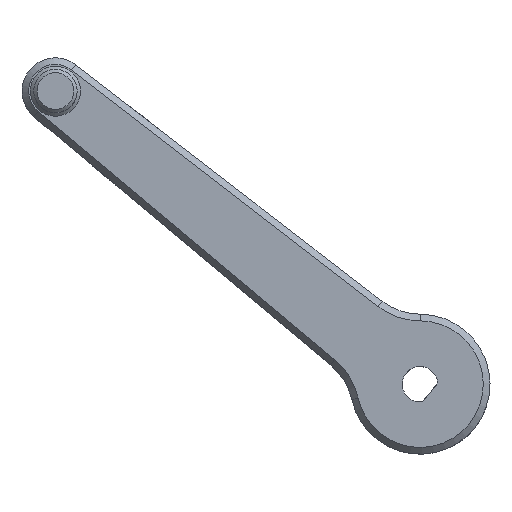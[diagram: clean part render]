
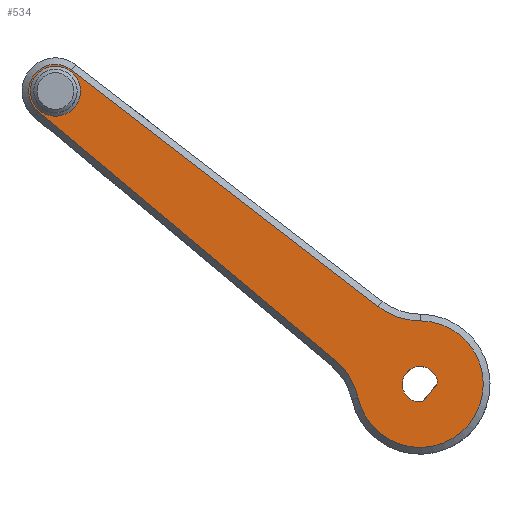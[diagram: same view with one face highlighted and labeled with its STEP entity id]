
A CAD part, top view. The second image highlights one B-rep face of the part: STEP entity #534.
In plain terms, the highlighted planar face has unit normal (0, 0, 1).
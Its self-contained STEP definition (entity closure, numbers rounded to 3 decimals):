
#29=FACE_BOUND('',#135,.T.);
#30=FACE_BOUND('',#136,.T.);
#36=PLANE('',#597);
#54=CIRCLE('',#583,9.474);
#55=CIRCLE('',#585,10.5);
#58=CIRCLE('',#590,4.);
#59=CIRCLE('',#593,10.5);
#62=CIRCLE('',#598,3.75);
#63=CIRCLE('',#599,2.65);
#97=FACE_OUTER_BOUND('',#134,.T.);
#134=EDGE_LOOP('',(#434,#435,#436,#437,#438,#439));
#135=EDGE_LOOP('',(#440));
#136=EDGE_LOOP('',(#441,#442));
#180=LINE('',#1089,#222);
#182=LINE('',#1097,#224);
#184=LINE('',#1109,#226);
#222=VECTOR('',#691,10.);
#224=VECTOR('',#701,10.);
#226=VECTOR('',#717,10.);
#269=VERTEX_POINT('',#1076);
#270=VERTEX_POINT('',#1078);
#271=VERTEX_POINT('',#1082);
#272=VERTEX_POINT('',#1087);
#273=VERTEX_POINT('',#1091);
#274=VERTEX_POINT('',#1096);
#275=VERTEX_POINT('',#1105);
#276=VERTEX_POINT('',#1107);
#277=VERTEX_POINT('',#1108);
#320=EDGE_CURVE('',#270,#269,#54,.T.);
#321=EDGE_CURVE('',#269,#271,#55,.T.);
#325=EDGE_CURVE('',#271,#272,#180,.T.);
#328=EDGE_CURVE('',#272,#273,#58,.T.);
#329=EDGE_CURVE('',#273,#274,#182,.T.);
#331=EDGE_CURVE('',#274,#270,#59,.T.);
#334=EDGE_CURVE('',#275,#275,#62,.T.);
#335=EDGE_CURVE('',#276,#277,#184,.T.);
#336=EDGE_CURVE('',#277,#276,#63,.T.);
#434=ORIENTED_EDGE('',*,*,#320,.F.);
#435=ORIENTED_EDGE('',*,*,#331,.F.);
#436=ORIENTED_EDGE('',*,*,#329,.F.);
#437=ORIENTED_EDGE('',*,*,#328,.F.);
#438=ORIENTED_EDGE('',*,*,#325,.F.);
#439=ORIENTED_EDGE('',*,*,#321,.F.);
#440=ORIENTED_EDGE('',*,*,#334,.F.);
#441=ORIENTED_EDGE('',*,*,#335,.F.);
#442=ORIENTED_EDGE('',*,*,#336,.F.);
#534=ADVANCED_FACE('',(#97,#29,#30),#36,.F.);
#583=AXIS2_PLACEMENT_3D('',#1080,#679,#680);
#585=AXIS2_PLACEMENT_3D('',#1083,#683,#684);
#590=AXIS2_PLACEMENT_3D('',#1094,#697,#698);
#593=AXIS2_PLACEMENT_3D('',#1100,#705,#706);
#597=AXIS2_PLACEMENT_3D('',#1104,#713,#714);
#598=AXIS2_PLACEMENT_3D('',#1106,#715,#716);
#599=AXIS2_PLACEMENT_3D('',#1110,#718,#719);
#679=DIRECTION('center_axis',(0.,0.,-1.));
#680=DIRECTION('ref_axis',(1.,0.,0.));
#683=DIRECTION('center_axis',(0.,0.,1.));
#684=DIRECTION('ref_axis',(1.,0.,0.));
#691=DIRECTION('',(-0.767,0.642,0.));
#697=DIRECTION('center_axis',(0.,0.,-1.));
#698=DIRECTION('ref_axis',(-1.,0.,0.));
#701=DIRECTION('',(0.792,-0.611,0.));
#705=DIRECTION('center_axis',(0.,0.,1.));
#706=DIRECTION('ref_axis',(-1.,0.,0.));
#713=DIRECTION('center_axis',(0.,0.,-1.));
#714=DIRECTION('ref_axis',(1.,0.,0.));
#715=DIRECTION('center_axis',(0.,0.,1.));
#716=DIRECTION('ref_axis',(1.,0.,0.));
#717=DIRECTION('',(0.626,0.779,0.));
#718=DIRECTION('center_axis',(0.,0.,1.));
#719=DIRECTION('ref_axis',(1.,0.,0.));
#1076=CARTESIAN_POINT('',(45.659,-22.058,-0.75));
#1078=CARTESIAN_POINT('',(54.948,-10.5,-0.75));
#1080=CARTESIAN_POINT('Origin',(54.9,-19.973,-0.75));
#1082=CARTESIAN_POINT('',(42.153,-16.314,-0.75));
#1083=CARTESIAN_POINT('Origin',(35.416,-24.368,-0.75));
#1087=CARTESIAN_POINT('',(-2.229,20.809,-0.75));
#1089=CARTESIAN_POINT('',(34.861,-10.215,-0.75));
#1091=CARTESIAN_POINT('',(2.782,27.044,-0.75));
#1094=CARTESIAN_POINT('Origin',(0.338,23.878,-0.75));
#1096=CARTESIAN_POINT('',(48.584,-8.312,-0.75));
#1097=CARTESIAN_POINT('',(18.151,15.18,-0.75));
#1100=CARTESIAN_POINT('Origin',(55.,0.,-0.75));
#1104=CARTESIAN_POINT('Origin',(30.356,-0.785,-0.75));
#1105=CARTESIAN_POINT('',(-3.412,23.878,-0.75));
#1106=CARTESIAN_POINT('Origin',(0.338,23.878,-0.75));
#1107=CARTESIAN_POINT('',(55.296,-22.594,-0.75));
#1108=CARTESIAN_POINT('',(57.545,-19.796,-0.75));
#1109=CARTESIAN_POINT('',(57.545,-19.796,-0.75));
#1110=CARTESIAN_POINT('Origin',(54.9,-19.973,-0.75));
